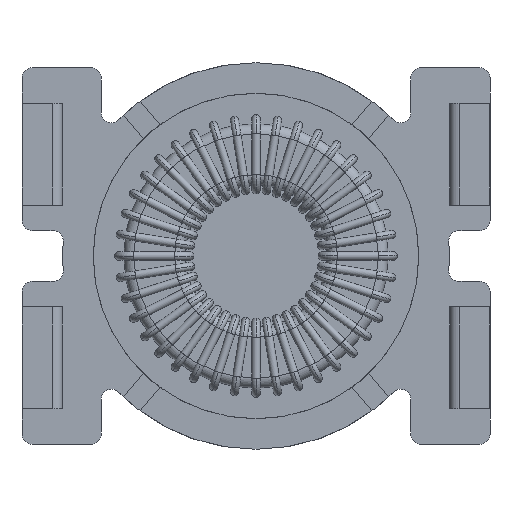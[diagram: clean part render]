
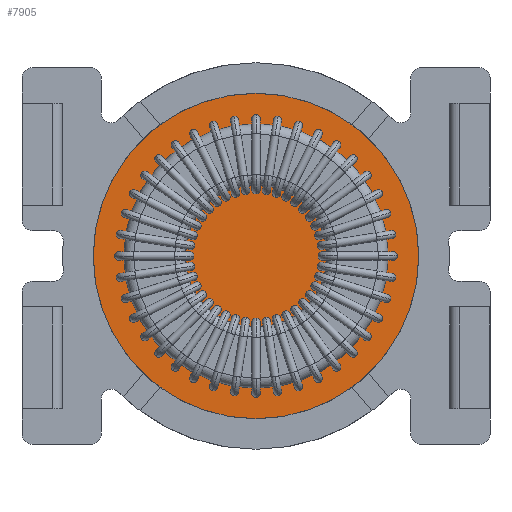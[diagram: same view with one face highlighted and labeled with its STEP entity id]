
A CAD part, front view. The second image highlights one B-rep face of the part: STEP entity #7905.
In plain terms, the highlighted planar face has unit normal (0, -1, 0).
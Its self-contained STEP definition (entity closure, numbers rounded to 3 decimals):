
#826 = VERTEX_POINT ( 'NONE', #29511 ) ;
#1813 = DIRECTION ( 'NONE',  ( 0., -1., 0. ) ) ;
#3023 = CARTESIAN_POINT ( 'NONE',  ( 0., 10.1, 0. ) ) ;
#6778 = AXIS2_PLACEMENT_3D ( 'NONE', #3023, #21855, #24952 ) ;
#7082 = ORIENTED_EDGE ( 'NONE', *, *, #34341, .T. ) ;
#7905 = ADVANCED_FACE ( 'NONE', ( #15343 ), #19190, .T. ) ;
#9256 = EDGE_CURVE ( 'NONE', #23631, #826, #21626, .T. ) ;
#15343 = FACE_OUTER_BOUND ( 'NONE', #15960, .T. ) ;
#15960 = EDGE_LOOP ( 'NONE', ( #19169, #7082 ) ) ;
#16034 = CARTESIAN_POINT ( 'NONE',  ( 0., 10.1, 0. ) ) ;
#18447 = DIRECTION ( 'NONE',  ( 0., -1., 0. ) ) ;
#18457 = AXIS2_PLACEMENT_3D ( 'NONE', #16034, #18447, #35252 ) ;
#19169 = ORIENTED_EDGE ( 'NONE', *, *, #9256, .T. ) ;
#19190 = PLANE ( 'NONE',  #6778 ) ;
#21626 = CIRCLE ( 'NONE', #18457, 8. ) ;
#21855 = DIRECTION ( 'NONE',  ( 0., -1., 0. ) ) ;
#23631 = VERTEX_POINT ( 'NONE', #29380 ) ;
#24952 = DIRECTION ( 'NONE',  ( 0., 0., -1. ) ) ;
#25984 = AXIS2_PLACEMENT_3D ( 'NONE', #32213, #1813, #34770 ) ;
#29380 = CARTESIAN_POINT ( 'NONE',  ( 0., 10.1, -8. ) ) ;
#29511 = CARTESIAN_POINT ( 'NONE',  ( 0., 10.1, 8. ) ) ;
#32213 = CARTESIAN_POINT ( 'NONE',  ( 0., 10.1, 0. ) ) ;
#33783 = CIRCLE ( 'NONE', #25984, 8. ) ;
#34341 = EDGE_CURVE ( 'NONE', #826, #23631, #33783, .T. ) ;
#34770 = DIRECTION ( 'NONE',  ( 0., 0., -1. ) ) ;
#35252 = DIRECTION ( 'NONE',  ( 0., 0., -1. ) ) ;
